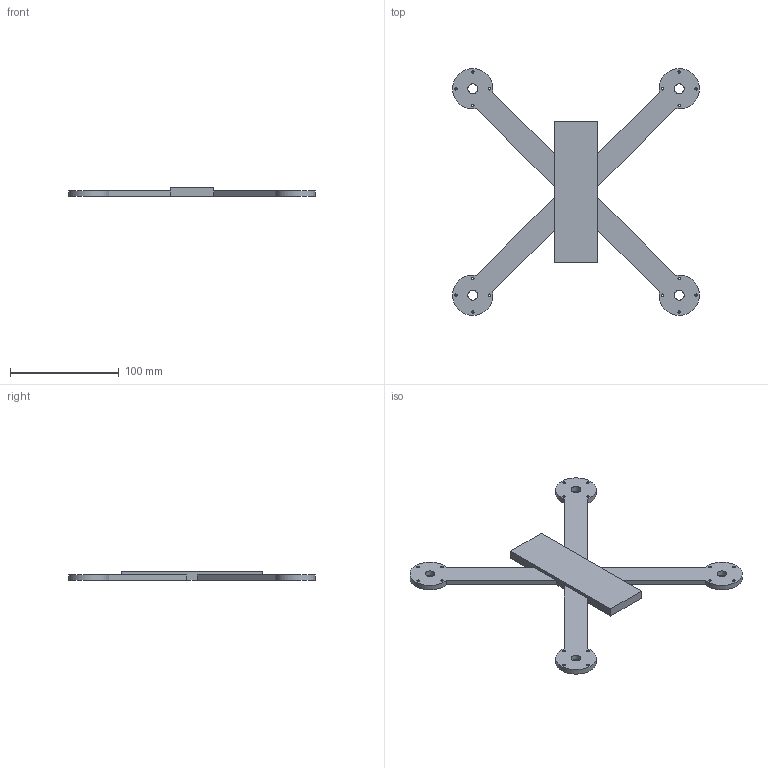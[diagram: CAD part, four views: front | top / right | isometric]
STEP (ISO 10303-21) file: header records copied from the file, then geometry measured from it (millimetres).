
FILE_DESCRIPTION(/* description */ (''),/* implementation_level */ '2;1');
FILE_NAME(/* name */ 'Chassis_projet v3.step',/* time_stamp */ '2025-09-30T17:26:04+02:00',/* author */ (''),/* organization */ (''),/* preprocessor_version */ 'ST-DEVELOPER v20.1',/* originating_system */ 'Autodesk Translation Framework v14.17.0.0',/* authorisation */ '');
FILE_SCHEMA (('AUTOMOTIVE_DESIGN { 1 0 10303 214 3 1 1 }'));
Length unit declared in the file: millimetre
Products named in the file (1): Chassis_projet
Bounding box: 226.5 x 226.5 x 8 mm (x, y, z)
Volume: 98984.4 mm3; surface area: 42087.5 mm2
Topology: 1 solids, 1 shells, 42 faces, 120 edges, 80 vertices
Faces by surface type: cylinder 24, plane 18
Full cylindrical faces by diameter (mm): 2.2 x16, 9 x4
Entity records: 1505 total; most frequent: DIRECTION 254, CARTESIAN_POINT 243, ORIENTED_EDGE 240, EDGE_CURVE 120, AXIS2_PLACEMENT_3D 91, EDGE_LOOP 82, VERTEX_POINT 80, LINE 72
